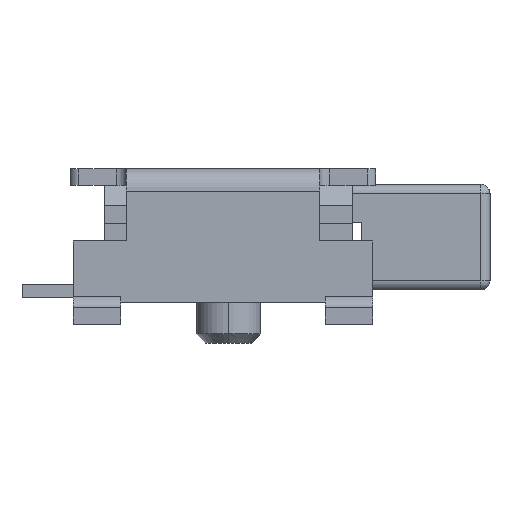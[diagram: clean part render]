
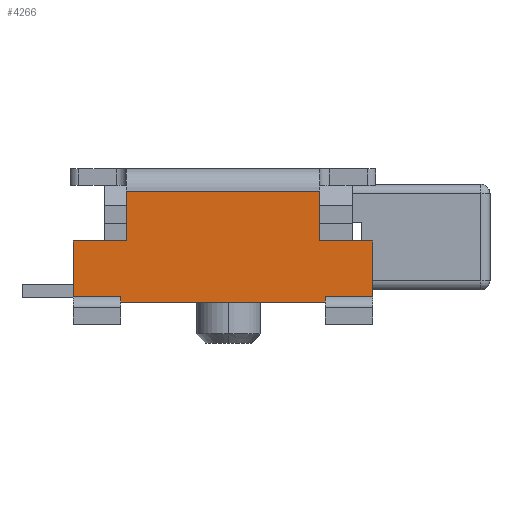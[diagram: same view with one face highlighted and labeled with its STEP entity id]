
A CAD part, front view. The second image highlights one B-rep face of the part: STEP entity #4266.
In plain terms, the highlighted planar face has unit normal (0, -1, 0).
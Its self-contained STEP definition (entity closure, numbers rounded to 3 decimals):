
#15 = EDGE_CURVE ( 'NONE', #696, #175, #3160, .T. ) ;
#35 = LINE ( 'NONE', #1733, #1401 ) ;
#97 = LINE ( 'NONE', #122, #3930 ) ;
#122 = CARTESIAN_POINT ( 'NONE',  ( 1.085, -2.293, -1.168 ) ) ;
#130 = EDGE_CURVE ( 'NONE', #3365, #1994, #1460, .T. ) ;
#175 = VERTEX_POINT ( 'NONE', #4295 ) ;
#189 = LINE ( 'NONE', #3586, #1703 ) ;
#210 = EDGE_LOOP ( 'NONE', ( #1036, #2630, #812, #2684, #933, #1266, #415, #3919, #1332, #2767, #1732, #2259 ) ) ;
#293 = LINE ( 'NONE', #2319, #2135 ) ;
#372 = PLANE ( 'NONE',  #1048 ) ;
#415 = ORIENTED_EDGE ( 'NONE', *, *, #1414, .T. ) ;
#523 = DIRECTION ( 'NONE',  ( 0., 0., -1. ) ) ;
#555 = EDGE_CURVE ( 'NONE', #1819, #1782, #97, .T. ) ;
#665 = VERTEX_POINT ( 'NONE', #2280 ) ;
#692 = CARTESIAN_POINT ( 'NONE',  ( 1.085, -2.293, -1.168 ) ) ;
#696 = VERTEX_POINT ( 'NONE', #4400 ) ;
#697 = CARTESIAN_POINT ( 'NONE',  ( -1.172, -2.293, -0.152 ) ) ;
#734 = CARTESIAN_POINT ( 'NONE',  ( 0.599, -2.293, -0.66 ) ) ;
#812 = ORIENTED_EDGE ( 'NONE', *, *, #15, .T. ) ;
#933 = ORIENTED_EDGE ( 'NONE', *, *, #2575, .T. ) ;
#959 = LINE ( 'NONE', #2345, #3498 ) ;
#978 = DIRECTION ( 'NONE',  ( 0., 0., -1. ) ) ;
#1003 = LINE ( 'NONE', #3770, #2423 ) ;
#1036 = ORIENTED_EDGE ( 'NONE', *, *, #555, .T. ) ;
#1048 = AXIS2_PLACEMENT_3D ( 'NONE', #697, #1075, #3457 ) ;
#1075 = DIRECTION ( 'NONE',  ( 0., -1., 0. ) ) ;
#1266 = ORIENTED_EDGE ( 'NONE', *, *, #3181, .T. ) ;
#1329 = VECTOR ( 'NONE', #2939, 1000. ) ;
#1332 = ORIENTED_EDGE ( 'NONE', *, *, #2401, .T. ) ;
#1352 = CARTESIAN_POINT ( 'NONE',  ( 1.085, -2.293, -0.66 ) ) ;
#1401 = VECTOR ( 'NONE', #4223, 1000. ) ;
#1414 = EDGE_CURVE ( 'NONE', #4279, #2967, #4203, .T. ) ;
#1460 = LINE ( 'NONE', #2551, #2625 ) ;
#1479 = VECTOR ( 'NONE', #1668, 1000. ) ;
#1557 = CARTESIAN_POINT ( 'NONE',  ( -1.172, -2.293, -0.66 ) ) ;
#1595 = CARTESIAN_POINT ( 'NONE',  ( -1.172, -2.293, -0.203 ) ) ;
#1624 = VECTOR ( 'NONE', #3843, 1000. ) ;
#1667 = CARTESIAN_POINT ( 'NONE',  ( -1.221, -2.293, -1.219 ) ) ;
#1668 = DIRECTION ( 'NONE',  ( -1., 0., 0. ) ) ;
#1703 = VECTOR ( 'NONE', #523, 1000. ) ;
#1718 = DIRECTION ( 'NONE',  ( 0., 0., 1. ) ) ;
#1732 = ORIENTED_EDGE ( 'NONE', *, *, #130, .F. ) ;
#1733 = CARTESIAN_POINT ( 'NONE',  ( 1.085, -2.293, -0.66 ) ) ;
#1782 = VERTEX_POINT ( 'NONE', #1352 ) ;
#1819 = VERTEX_POINT ( 'NONE', #692 ) ;
#1854 = EDGE_CURVE ( 'NONE', #1782, #696, #35, .T. ) ;
#1874 = CARTESIAN_POINT ( 'NONE',  ( -1.221, -2.293, -1.168 ) ) ;
#1876 = DIRECTION ( 'NONE',  ( 0., 0., -1. ) ) ;
#1886 = EDGE_CURVE ( 'NONE', #2533, #175, #2440, .T. ) ;
#1951 = VERTEX_POINT ( 'NONE', #1874 ) ;
#1994 = VERTEX_POINT ( 'NONE', #2234 ) ;
#2046 = VERTEX_POINT ( 'NONE', #1667 ) ;
#2135 = VECTOR ( 'NONE', #978, 1000. ) ;
#2234 = CARTESIAN_POINT ( 'NONE',  ( 0.648, -2.293, -1.219 ) ) ;
#2259 = ORIENTED_EDGE ( 'NONE', *, *, #3290, .F. ) ;
#2280 = CARTESIAN_POINT ( 'NONE',  ( -1.172, -2.293, -0.66 ) ) ;
#2300 = EDGE_CURVE ( 'NONE', #1951, #2967, #1003, .T. ) ;
#2307 = LINE ( 'NONE', #3423, #1479 ) ;
#2319 = CARTESIAN_POINT ( 'NONE',  ( -1.172, -2.293, -0.203 ) ) ;
#2345 = CARTESIAN_POINT ( 'NONE',  ( -1.221, -2.293, -1.219 ) ) ;
#2401 = EDGE_CURVE ( 'NONE', #1951, #2046, #189, .T. ) ;
#2423 = VECTOR ( 'NONE', #4174, 1000. ) ;
#2440 = LINE ( 'NONE', #4181, #3655 ) ;
#2533 = VERTEX_POINT ( 'NONE', #1595 ) ;
#2551 = CARTESIAN_POINT ( 'NONE',  ( 0.648, -2.293, -1.168 ) ) ;
#2575 = EDGE_CURVE ( 'NONE', #2533, #665, #293, .T. ) ;
#2625 = VECTOR ( 'NONE', #1876, 1000. ) ;
#2630 = ORIENTED_EDGE ( 'NONE', *, *, #1854, .T. ) ;
#2684 = ORIENTED_EDGE ( 'NONE', *, *, #1886, .F. ) ;
#2755 = DIRECTION ( 'NONE',  ( 1., 0., 0. ) ) ;
#2767 = ORIENTED_EDGE ( 'NONE', *, *, #3379, .T. ) ;
#2833 = VECTOR ( 'NONE', #1718, 1000. ) ;
#2939 = DIRECTION ( 'NONE',  ( -1., 0., 0. ) ) ;
#2967 = VERTEX_POINT ( 'NONE', #4059 ) ;
#3113 = CARTESIAN_POINT ( 'NONE',  ( -1.658, -2.293, -0.66 ) ) ;
#3160 = LINE ( 'NONE', #734, #2833 ) ;
#3181 = EDGE_CURVE ( 'NONE', #665, #4279, #4293, .T. ) ;
#3290 = EDGE_CURVE ( 'NONE', #1819, #3365, #2307, .T. ) ;
#3365 = VERTEX_POINT ( 'NONE', #4403 ) ;
#3379 = EDGE_CURVE ( 'NONE', #2046, #1994, #959, .T. ) ;
#3423 = CARTESIAN_POINT ( 'NONE',  ( 1.085, -2.293, -1.168 ) ) ;
#3457 = DIRECTION ( 'NONE',  ( -1., 0., 0. ) ) ;
#3492 = DIRECTION ( 'NONE',  ( 0., 0., 1. ) ) ;
#3498 = VECTOR ( 'NONE', #3753, 1000. ) ;
#3586 = CARTESIAN_POINT ( 'NONE',  ( -1.221, -2.293, -1.168 ) ) ;
#3655 = VECTOR ( 'NONE', #2755, 1000. ) ;
#3753 = DIRECTION ( 'NONE',  ( 1., 0., 0. ) ) ;
#3759 = FACE_OUTER_BOUND ( 'NONE', #210, .T. ) ;
#3770 = CARTESIAN_POINT ( 'NONE',  ( -1.221, -2.293, -1.168 ) ) ;
#3843 = DIRECTION ( 'NONE',  ( 0., 0., -1. ) ) ;
#3919 = ORIENTED_EDGE ( 'NONE', *, *, #2300, .F. ) ;
#3930 = VECTOR ( 'NONE', #3492, 1000. ) ;
#4059 = CARTESIAN_POINT ( 'NONE',  ( -1.658, -2.293, -1.168 ) ) ;
#4165 = CARTESIAN_POINT ( 'NONE',  ( -1.658, -2.293, -0.66 ) ) ;
#4174 = DIRECTION ( 'NONE',  ( -1., 0., 0. ) ) ;
#4181 = CARTESIAN_POINT ( 'NONE',  ( -1.172, -2.293, -0.203 ) ) ;
#4203 = LINE ( 'NONE', #3113, #1624 ) ;
#4223 = DIRECTION ( 'NONE',  ( -1., 0., 0. ) ) ;
#4266 = ADVANCED_FACE ( 'NONE', ( #3759 ), #372, .T. ) ;
#4279 = VERTEX_POINT ( 'NONE', #4165 ) ;
#4293 = LINE ( 'NONE', #1557, #1329 ) ;
#4295 = CARTESIAN_POINT ( 'NONE',  ( 0.599, -2.293, -0.203 ) ) ;
#4400 = CARTESIAN_POINT ( 'NONE',  ( 0.599, -2.293, -0.66 ) ) ;
#4403 = CARTESIAN_POINT ( 'NONE',  ( 0.648, -2.293, -1.168 ) ) ;
